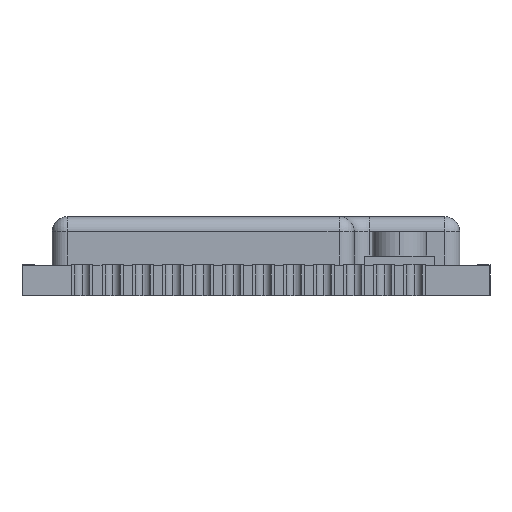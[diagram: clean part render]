
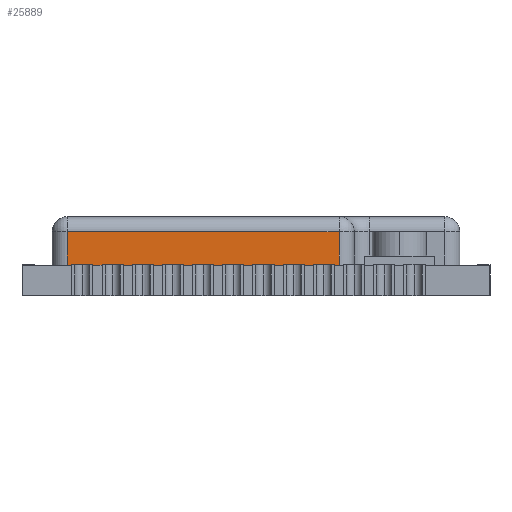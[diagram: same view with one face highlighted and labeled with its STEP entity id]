
A CAD part, left-side view. The second image highlights one B-rep face of the part: STEP entity #25889.
In plain terms, the highlighted planar face has unit normal (-1, 0, 0).
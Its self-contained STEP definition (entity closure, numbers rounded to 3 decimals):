
#517 = AXIS2_PLACEMENT_3D ( 'NONE', #2080, #2504, #1934 ) ;
#1604 = VECTOR ( 'NONE', #21006, 1000. ) ;
#1878 = ORIENTED_EDGE ( 'NONE', *, *, #6396, .T. ) ;
#1934 = DIRECTION ( 'NONE',  ( 0., 1., 0. ) ) ;
#2067 = ORIENTED_EDGE ( 'NONE', *, *, #9586, .T. ) ;
#2080 = CARTESIAN_POINT ( 'NONE',  ( -6.5, 6.75, 23.942 ) ) ;
#2504 = DIRECTION ( 'NONE',  ( 1., 0., 0. ) ) ;
#4556 = VECTOR ( 'NONE', #13147, 1000. ) ;
#4878 = VECTOR ( 'NONE', #21260, 1000. ) ;
#5599 = CARTESIAN_POINT ( 'NONE',  ( -6.5, 6.75, 2.1 ) ) ;
#6291 = VERTEX_POINT ( 'NONE', #28278 ) ;
#6396 = EDGE_CURVE ( 'NONE', #11881, #6291, #6598, .T. ) ;
#6598 = LINE ( 'NONE', #15701, #12478 ) ;
#7284 = DIRECTION ( 'NONE',  ( 0., 0., 1. ) ) ;
#8714 = ORIENTED_EDGE ( 'NONE', *, *, #27374, .T. ) ;
#9103 = EDGE_LOOP ( 'NONE', ( #8714, #1878, #10616, #2067 ) ) ;
#9586 = EDGE_CURVE ( 'NONE', #19407, #25627, #24492, .T. ) ;
#10616 = ORIENTED_EDGE ( 'NONE', *, *, #20552, .T. ) ;
#11198 = PLANE ( 'NONE',  #517 ) ;
#11881 = VERTEX_POINT ( 'NONE', #14151 ) ;
#12382 = CARTESIAN_POINT ( 'NONE',  ( -6.5, 6.25, 2.1 ) ) ;
#12478 = VECTOR ( 'NONE', #7284, 1000. ) ;
#13147 = DIRECTION ( 'NONE',  ( 0., 0., -1. ) ) ;
#14151 = CARTESIAN_POINT ( 'NONE',  ( -6.5, -2.75, 1. ) ) ;
#15701 = CARTESIAN_POINT ( 'NONE',  ( -6.5, -2.75, 23.942 ) ) ;
#15774 = CARTESIAN_POINT ( 'NONE',  ( -6.5, 6.25, 23.942 ) ) ;
#16741 = LINE ( 'NONE', #5599, #4878 ) ;
#19407 = VERTEX_POINT ( 'NONE', #12382 ) ;
#20552 = EDGE_CURVE ( 'NONE', #6291, #19407, #16741, .T. ) ;
#21006 = DIRECTION ( 'NONE',  ( 0., -1., 0. ) ) ;
#21260 = DIRECTION ( 'NONE',  ( 0., 1., 0. ) ) ;
#22008 = FACE_OUTER_BOUND ( 'NONE', #9103, .T. ) ;
#23806 = CARTESIAN_POINT ( 'NONE',  ( -6.5, 6.25, 1. ) ) ;
#24492 = LINE ( 'NONE', #15774, #4556 ) ;
#25627 = VERTEX_POINT ( 'NONE', #23806 ) ;
#25889 = ADVANCED_FACE ( 'NONE', ( #22008 ), #11198, .F. ) ;
#27374 = EDGE_CURVE ( 'NONE', #25627, #11881, #27450, .T. ) ;
#27450 = LINE ( 'NONE', #27876, #1604 ) ;
#27876 = CARTESIAN_POINT ( 'NONE',  ( -6.5, 6.75, 1. ) ) ;
#28278 = CARTESIAN_POINT ( 'NONE',  ( -6.5, -2.75, 2.1 ) ) ;
